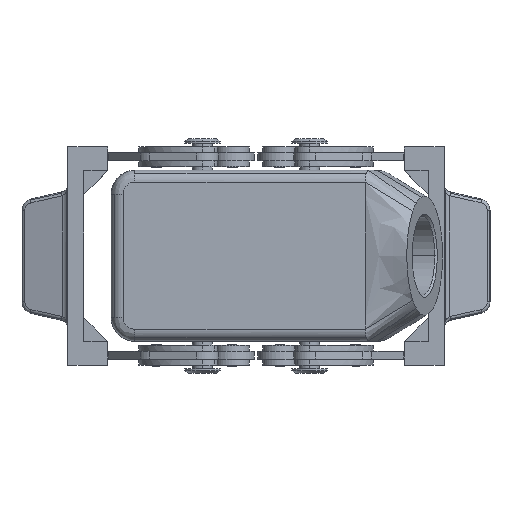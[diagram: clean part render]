
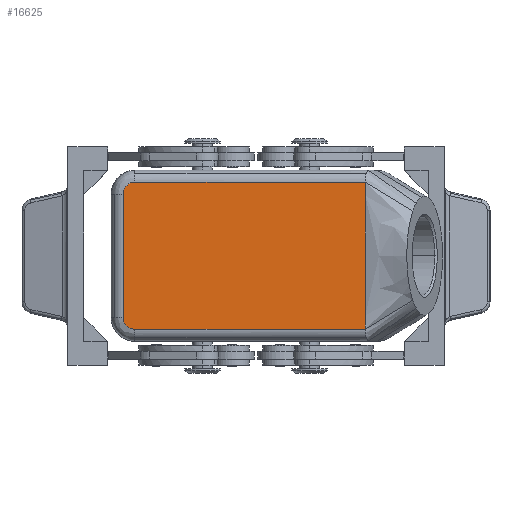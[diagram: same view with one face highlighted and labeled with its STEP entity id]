
A CAD part, top view. The second image highlights one B-rep face of the part: STEP entity #16625.
In plain terms, the highlighted planar face has unit normal (0, 0, 1).
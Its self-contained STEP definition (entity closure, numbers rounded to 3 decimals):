
#4834=CARTESIAN_POINT('',(-33.5,-15.5,52.));
#4835=VERTEX_POINT('',#4834);
#4843=CARTESIAN_POINT('',(-33.5,15.5,52.));
#4844=VERTEX_POINT('',#4843);
#4845=CARTESIAN_POINT('',(-33.5,-15.5,52.));
#4846=DIRECTION('',(0.0,1.0,0.0));
#4847=VECTOR('',#4846,31.);
#4848=LINE('',#4845,#4847);
#4849=EDGE_CURVE('',#4835,#4844,#4848,.T.);
#15976=CARTESIAN_POINT('',(27.5,18.5,52.));
#15977=VERTEX_POINT('',#15976);
#16045=CARTESIAN_POINT('',(27.5,15.107,52.));
#16046=VERTEX_POINT('',#16045);
#16047=CARTESIAN_POINT('',(27.5,15.107,52.));
#16048=DIRECTION('',(0.0,1.0,0.0));
#16049=VECTOR('',#16048,3.393);
#16050=LINE('',#16047,#16049);
#16051=EDGE_CURVE('',#16046,#15977,#16050,.T.);
#16053=CARTESIAN_POINT('',(27.5,-15.107,52.));
#16054=VERTEX_POINT('',#16053);
#16055=CARTESIAN_POINT('',(27.5,-15.107,52.));
#16056=DIRECTION('',(0.0,1.0,0.0));
#16057=VECTOR('',#16056,30.214);
#16058=LINE('',#16055,#16057);
#16059=EDGE_CURVE('',#16054,#16046,#16058,.T.);
#16061=CARTESIAN_POINT('',(27.5,-18.5,52.));
#16062=VERTEX_POINT('',#16061);
#16063=CARTESIAN_POINT('',(27.5,-18.5,52.));
#16064=DIRECTION('',(0.0,1.0,0.0));
#16065=VECTOR('',#16064,3.393);
#16066=LINE('',#16063,#16065);
#16067=EDGE_CURVE('',#16062,#16054,#16066,.T.);
#16384=CARTESIAN_POINT('',(-30.5,-18.5,52.0));
#16385=VERTEX_POINT('',#16384);
#16386=CARTESIAN_POINT('',(27.5,-18.5,52.));
#16387=DIRECTION('',(-1.0,0.0,0.0));
#16388=VECTOR('',#16387,58.);
#16389=LINE('',#16386,#16388);
#16390=EDGE_CURVE('',#16062,#16385,#16389,.T.);
#16475=CARTESIAN_POINT('',(-30.5,-15.5,52.));
#16476=DIRECTION('',(0.,0.,-1.0));
#16477=DIRECTION('',(-0.707,-0.707,0.));
#16478=AXIS2_PLACEMENT_3D('',#16475,#16476,#16477);
#16479=CIRCLE('',#16478,3.0);
#16480=EDGE_CURVE('',#16385,#4835,#16479,.T.);
#16563=CARTESIAN_POINT('',(-30.5,18.5,52.));
#16564=VERTEX_POINT('',#16563);
#16583=CARTESIAN_POINT('',(-30.5,15.5,52.));
#16584=DIRECTION('',(0.,0.,-1.0));
#16585=DIRECTION('',(-0.707,0.707,0.));
#16586=AXIS2_PLACEMENT_3D('',#16583,#16584,#16585);
#16587=CIRCLE('',#16586,3.0);
#16588=EDGE_CURVE('',#4844,#16564,#16587,.T.);
#16600=CARTESIAN_POINT('',(-30.5,18.5,52.));
#16601=DIRECTION('',(1.0,0.0,0.0));
#16602=VECTOR('',#16601,58.);
#16603=LINE('',#16600,#16602);
#16604=EDGE_CURVE('',#16564,#15977,#16603,.T.);
#16610=CARTESIAN_POINT('',(27.5,0.0,52.));
#16611=DIRECTION('',(0.0,0.0,1.0));
#16612=DIRECTION('',(1.0,0.0,0.0));
#16613=AXIS2_PLACEMENT_3D('',#16610,#16611,#16612);
#16614=PLANE('',#16613);
#16615=ORIENTED_EDGE('',*,*,#16604,.F.);
#16616=ORIENTED_EDGE('',*,*,#16588,.F.);
#16617=ORIENTED_EDGE('',*,*,#4849,.F.);
#16618=ORIENTED_EDGE('',*,*,#16480,.F.);
#16619=ORIENTED_EDGE('',*,*,#16390,.F.);
#16620=ORIENTED_EDGE('',*,*,#16067,.T.);
#16621=ORIENTED_EDGE('',*,*,#16059,.T.);
#16622=ORIENTED_EDGE('',*,*,#16051,.T.);
#16623=EDGE_LOOP('',(#16615,#16616,#16617,#16618,#16619,#16620,#16621,#16622));
#16624=FACE_OUTER_BOUND('',#16623,.T.);
#16625=ADVANCED_FACE('',(#16624),#16614,.T.);
